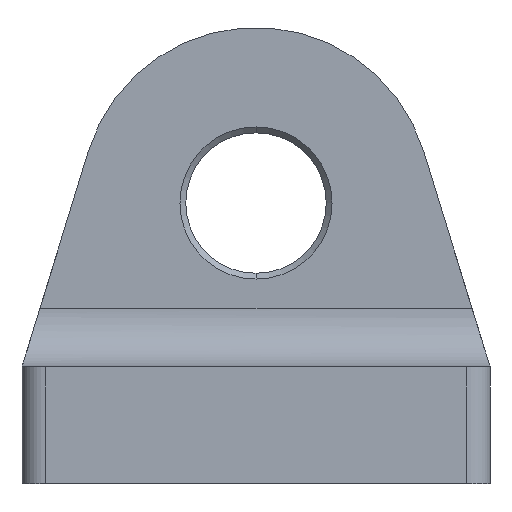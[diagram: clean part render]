
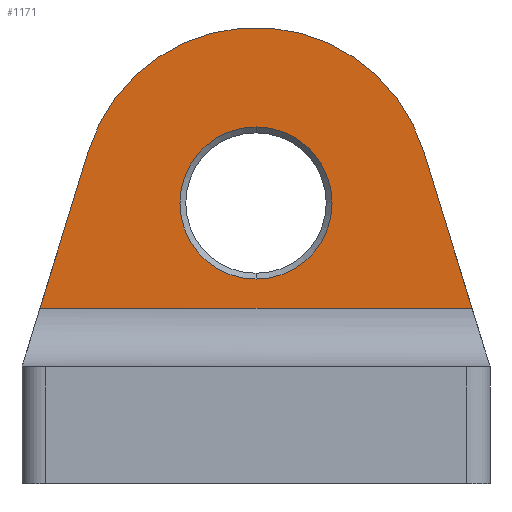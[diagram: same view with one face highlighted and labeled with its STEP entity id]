
A CAD part, left-side view. The second image highlights one B-rep face of the part: STEP entity #1171.
In plain terms, the highlighted planar face has unit normal (-1, 0, 0).
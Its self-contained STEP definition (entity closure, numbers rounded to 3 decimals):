
#368=CARTESIAN_POINT('',(-19.,0.,24.));
#369=DIRECTION('',(1.,0.,0.));
#370=DIRECTION('',(0.,0.,1.));
#371=AXIS2_PLACEMENT_3D('',#368,#369,#370);
#373=CARTESIAN_POINT('',(-19.,0.,24.));
#374=DIRECTION('',(1.,0.,0.));
#375=DIRECTION('',(0.,0.,-1.));
#376=AXIS2_PLACEMENT_3D('',#373,#374,#375);
#378=DIRECTION('',(0.,-1.,0.));
#379=VECTOR('',#378,36.924);
#380=CARTESIAN_POINT('',(-19.,18.462,15.));
#381=LINE('',#380,#379);
#382=DIRECTION('',(0.,-0.294,0.956));
#383=VECTOR('',#382,14.03);
#384=CARTESIAN_POINT('',(-19.,18.462,15.));
#385=LINE('',#384,#383);
#386=CARTESIAN_POINT('',(-19.,0.,24.));
#387=DIRECTION('',(1.,0.,0.));
#388=DIRECTION('',(0.,0.956,0.294));
#389=AXIS2_PLACEMENT_3D('',#386,#387,#388);
#391=DIRECTION('',(0.,-0.294,-0.956));
#392=VECTOR('',#391,14.03);
#393=CARTESIAN_POINT('',(-19.,-14.337,28.41));
#394=LINE('',#393,#392);
#509=CARTESIAN_POINT('',(-19.,14.337,28.41));
#510=CARTESIAN_POINT('',(-19.,-14.337,28.41));
#511=VERTEX_POINT('',#509);
#512=VERTEX_POINT('',#510);
#533=CARTESIAN_POINT('',(-19.,0.,30.5));
#534=CARTESIAN_POINT('',(-19.,0.,17.5));
#535=VERTEX_POINT('',#533);
#536=VERTEX_POINT('',#534);
#577=CARTESIAN_POINT('',(-19.,18.462,15.));
#578=CARTESIAN_POINT('',(-19.,-18.462,15.));
#579=VERTEX_POINT('',#577);
#580=VERTEX_POINT('',#578);
#1153=CARTESIAN_POINT('',(-19.,0.,0.));
#1154=DIRECTION('',(1.,0.,0.));
#1155=DIRECTION('',(0.,0.,-1.));
#1156=AXIS2_PLACEMENT_3D('',#1153,#1154,#1155);
#1157=PLANE('',#1156);
#1159=ORIENTED_EDGE('',*,*,#1158,.F.);
#1160=ORIENTED_EDGE('',*,*,#1001,.T.);
#1162=ORIENTED_EDGE('',*,*,#1161,.T.);
#1163=ORIENTED_EDGE('',*,*,#1051,.T.);
#1164=EDGE_LOOP('',(#1159,#1160,#1162,#1163));
#1165=FACE_OUTER_BOUND('',#1164,.F.);
#1167=ORIENTED_EDGE('',*,*,#1166,.F.);
#1168=ORIENTED_EDGE('',*,*,#1143,.F.);
#1169=EDGE_LOOP('',(#1167,#1168));
#1170=FACE_BOUND('',#1169,.F.);
#1171=ADVANCED_FACE('',(#1165,#1170),#1157,.F.);
#372=CIRCLE('',#371,6.5);
#377=CIRCLE('',#376,6.5);
#390=CIRCLE('',#389,15.);
#1001=EDGE_CURVE('',#579,#511,#385,.T.);
#1051=EDGE_CURVE('',#512,#580,#394,.T.);
#1143=EDGE_CURVE('',#536,#535,#377,.T.);
#1158=EDGE_CURVE('',#579,#580,#381,.T.);
#1161=EDGE_CURVE('',#511,#512,#390,.T.);
#1166=EDGE_CURVE('',#535,#536,#372,.T.);
